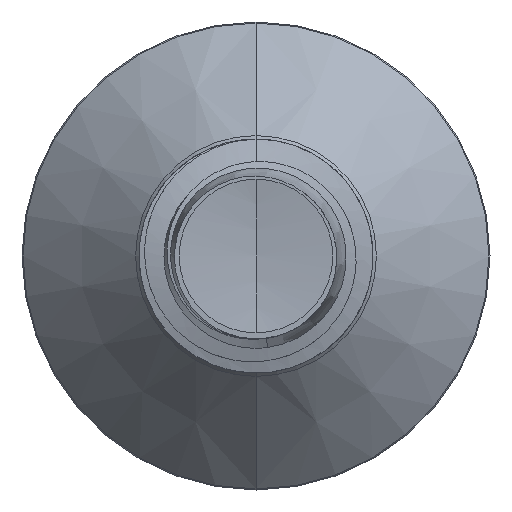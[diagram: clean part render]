
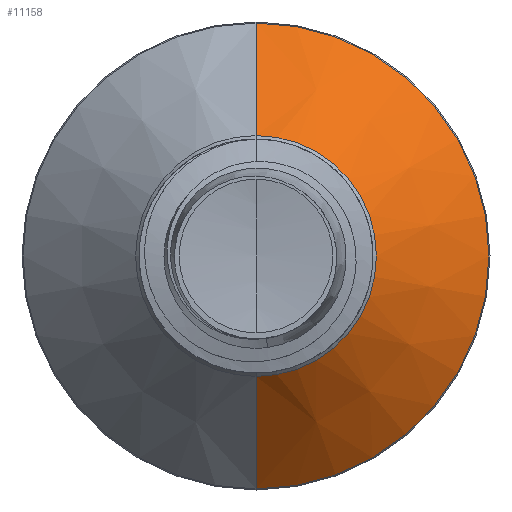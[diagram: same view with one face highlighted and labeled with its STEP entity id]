
A CAD part, front view. The second image highlights one B-rep face of the part: STEP entity #11158.
In plain terms, the highlighted conical face has half-angle 45 degrees and reference radius 3.088 mm.
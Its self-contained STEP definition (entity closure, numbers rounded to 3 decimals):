
#447 = CARTESIAN_POINT ( 'NONE',  ( 0., 8.739, -3.089 ) ) ;
#1546 = EDGE_LOOP ( 'NONE', ( #19685, #19973, #20329, #20642 ) ) ;
#1609 = EDGE_CURVE ( 'NONE', #15189, #16890, #11480, .T. ) ;
#2317 = CIRCLE ( 'NONE', #12870, 3.089 ) ;
#3168 = DIRECTION ( 'NONE',  ( 0., 0.707, -0.707 ) ) ;
#5507 = FACE_OUTER_BOUND ( 'NONE', #1546, .T. ) ;
#6602 = DIRECTION ( 'NONE',  ( 0., 0.707, 0.707 ) ) ;
#8193 = CARTESIAN_POINT ( 'NONE',  ( 0., 8.739, 3.089 ) ) ;
#9298 = CARTESIAN_POINT ( 'NONE',  ( 0., 8.739, 0. ) ) ;
#9401 = AXIS2_PLACEMENT_3D ( 'NONE', #20209, #10192, #21504 ) ;
#10192 = DIRECTION ( 'NONE',  ( 0., 1., 0. ) ) ;
#10998 = DIRECTION ( 'NONE',  ( 0., 0., 1. ) ) ;
#11105 = VERTEX_POINT ( 'NONE', #447 ) ;
#11158 = ADVANCED_FACE ( 'NONE', ( #5507 ), #16145, .T. ) ;
#11337 = DIRECTION ( 'NONE',  ( 0., 1., 0. ) ) ;
#11480 = LINE ( 'NONE', #8193, #14006 ) ;
#11551 = CARTESIAN_POINT ( 'NONE',  ( 0., 11.624, -5.974 ) ) ;
#11629 = CARTESIAN_POINT ( 'NONE',  ( 0., 11.624, 5.974 ) ) ;
#12459 = CIRCLE ( 'NONE', #9401, 5.974 ) ;
#12757 = EDGE_CURVE ( 'NONE', #11105, #16826, #18390, .T. ) ;
#12870 = AXIS2_PLACEMENT_3D ( 'NONE', #9298, #20833, #10998 ) ;
#13173 = DIRECTION ( 'NONE',  ( 0., 0., 1. ) ) ;
#13302 = VECTOR ( 'NONE', #3168, 1000. ) ;
#14006 = VECTOR ( 'NONE', #6602, 1000. ) ;
#14890 = CARTESIAN_POINT ( 'NONE',  ( 0., 8.739, 0. ) ) ;
#15189 = VERTEX_POINT ( 'NONE', #17313 ) ;
#16145 = CONICAL_SURFACE ( 'NONE', #17381, 3.089, 0.785 ) ;
#16826 = VERTEX_POINT ( 'NONE', #11551 ) ;
#16890 = VERTEX_POINT ( 'NONE', #11629 ) ;
#17313 = CARTESIAN_POINT ( 'NONE',  ( 0., 8.739, 3.089 ) ) ;
#17381 = AXIS2_PLACEMENT_3D ( 'NONE', #14890, #11337, #13173 ) ;
#18390 = LINE ( 'NONE', #21638, #13302 ) ;
#19685 = ORIENTED_EDGE ( 'NONE', *, *, #20350, .T. ) ;
#19877 = EDGE_CURVE ( 'NONE', #16890, #16826, #12459, .T. ) ;
#19973 = ORIENTED_EDGE ( 'NONE', *, *, #12757, .T. ) ;
#20209 = CARTESIAN_POINT ( 'NONE',  ( 0., 11.624, 0. ) ) ;
#20329 = ORIENTED_EDGE ( 'NONE', *, *, #19877, .F. ) ;
#20350 = EDGE_CURVE ( 'NONE', #15189, #11105, #2317, .T. ) ;
#20642 = ORIENTED_EDGE ( 'NONE', *, *, #1609, .F. ) ;
#20833 = DIRECTION ( 'NONE',  ( 0., 1., 0. ) ) ;
#21504 = DIRECTION ( 'NONE',  ( 0., 0., 1. ) ) ;
#21638 = CARTESIAN_POINT ( 'NONE',  ( 0., 8.739, -3.089 ) ) ;
